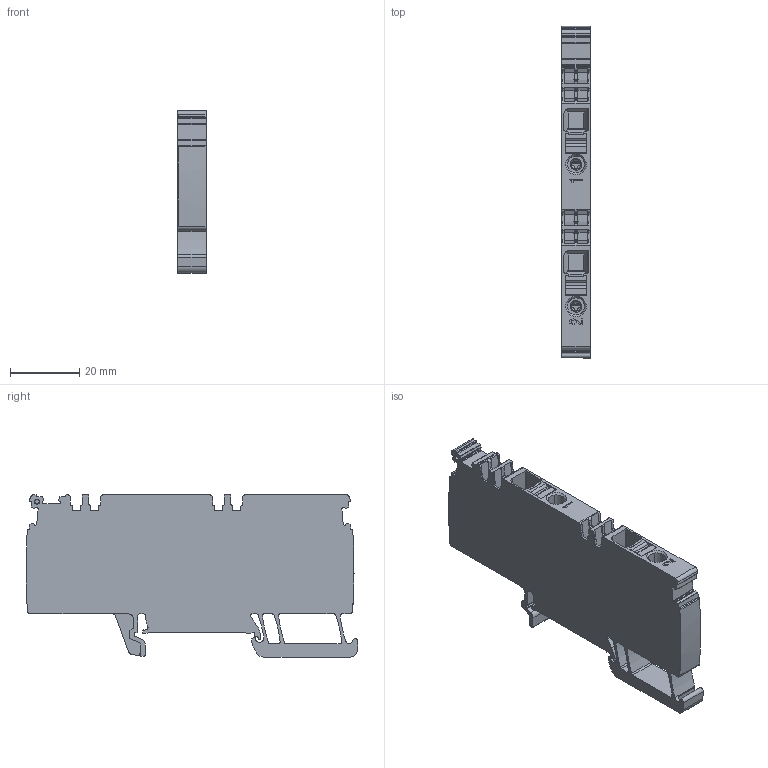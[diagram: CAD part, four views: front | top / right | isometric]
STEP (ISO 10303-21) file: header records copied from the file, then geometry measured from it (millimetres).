
FILE_DESCRIPTION(('CATIA V5R24 STEP','CAx-IF Rec.Pracs.--- Model Styling and Organization---1.2---2011-12-15'),'2;1');
FILE_NAME ('242293-1_1', '2018-10-04T13:42:43+00:00', ('Weidmueller Interface'), ('Weidmueller'), 'CATIA Version 5-6 Release 2014 SP4 HF52', 'CATIA V5 STEP AP214', 'none');
FILE_SCHEMA(('AUTOMOTIVE_DESIGN { 1 0 10303 214 1 1 1 1 }'));
Length unit declared in the file: millimetre
Products named in the file (1): 2623910000
Bounding box: 8.1 x 95.79 x 46.8 mm (x, y, z)
Volume: 25595.8 mm3; surface area: 13615.8 mm2
Topology: 3 solids, 6 shells, 807 faces, 2419 edges, 1624 vertices
Faces by surface type: plane 408, cylinder 344, cone 24, extrusion 24, torus 3, sphere 2, revolution 2
Entity records: 27505 total; most frequent: CARTESIAN_POINT 6878, ORIENTED_EDGE 4834, DIRECTION 3390, EDGE_CURVE 2417, VERTEX_POINT 1624, VECTOR 1599, LINE 1575, AXIS2_PLACEMENT_3D 1203
